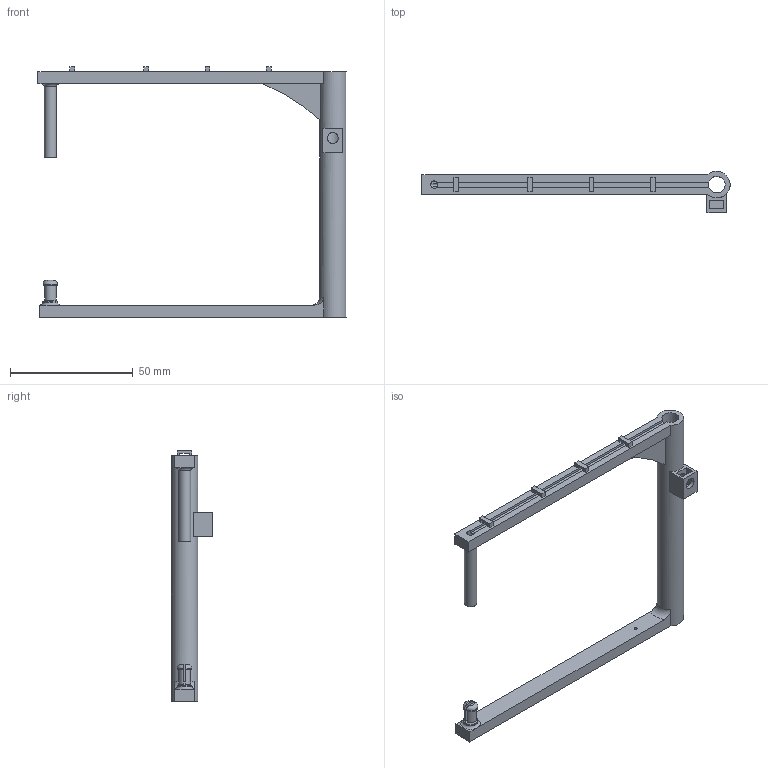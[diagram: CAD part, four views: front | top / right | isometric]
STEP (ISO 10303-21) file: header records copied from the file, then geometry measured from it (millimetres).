
FILE_DESCRIPTION(/* description */ (''),/* implementation_level */ '2;1');
FILE_NAME(/* name */ 'colosseum_arm.step',/* time_stamp */ '2019-11-28T17:48:43-08:00',/* author */ (''),/* organization */ (''),/* preprocessor_version */ 'ST-DEVELOPER v18',/* originating_system */ 'Autodesk Translation Framework v8.12.0.6',/* authorisation */ '');
FILE_SCHEMA (('AUTOMOTIVE_DESIGN { 1 0 10303 214 3 1 1 }'));
Length unit declared in the file: millimetre
Products named in the file (1): nozzle
Bounding box: 125.38 x 16.79 x 102 mm (x, y, z)
Volume: 15970.3 mm3; surface area: 13693.3 mm2
Topology: 1 solids, 1 shells, 87 faces, 239 edges, 157 vertices
Faces by surface type: plane 66, cylinder 14, torus 5, bspline 2
Full cylindrical faces by diameter (mm): 1.2 x1, 3 x1, 4.5 x2, 5 x1, 6 x1, 6.8 x1, 10.8 x1
Entity records: 2956 total; most frequent: CARTESIAN_POINT 662, ORIENTED_EDGE 478, DIRECTION 445, EDGE_CURVE 239, LINE 177, VECTOR 177, VERTEX_POINT 157, AXIS2_PLACEMENT_3D 134
